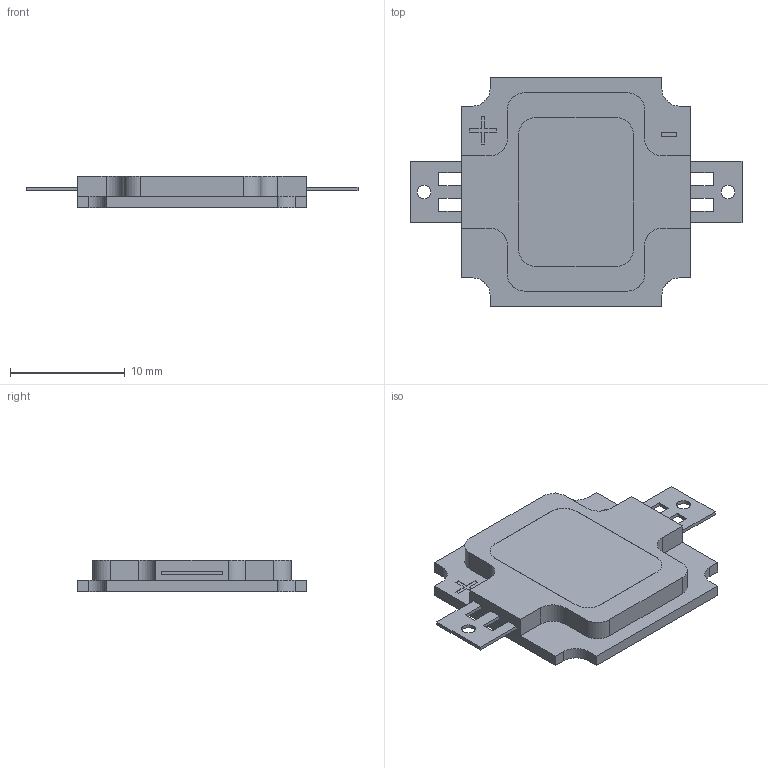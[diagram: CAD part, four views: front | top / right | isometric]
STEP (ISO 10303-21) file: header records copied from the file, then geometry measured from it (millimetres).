
FILE_DESCRIPTION (( 'STEP AP214' ), '1' );
FILE_NAME ('10W LED.STEP', '2022-08-18T08:39:28', ( '' ), ( '' ), 'SwSTEP 2.0', 'SolidWorks 2020', '' );
FILE_SCHEMA (( 'AUTOMOTIVE_DESIGN' ));
Length unit declared in the file: millimetre
Products named in the file (1): 10W LED
Bounding box: 28.98 x 20 x 2.75 mm (x, y, z)
Volume: 838 mm3; surface area: 1043.3 mm2
Topology: 1 solids, 1 shells, 92 faces, 264 edges, 176 vertices
Faces by surface type: plane 72, cylinder 20
Entity records: 3574 total; most frequent: CARTESIAN_POINT 533, ORIENTED_EDGE 528, DIRECTION 490, EDGE_CURVE 264, LINE 224, VECTOR 224, VERTEX_POINT 176, AXIS2_PLACEMENT_3D 133
